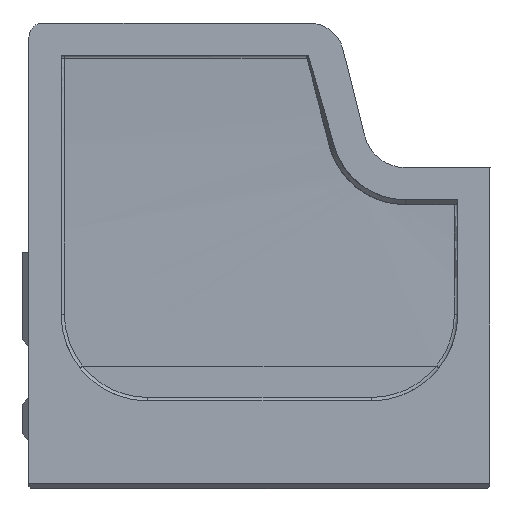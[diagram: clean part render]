
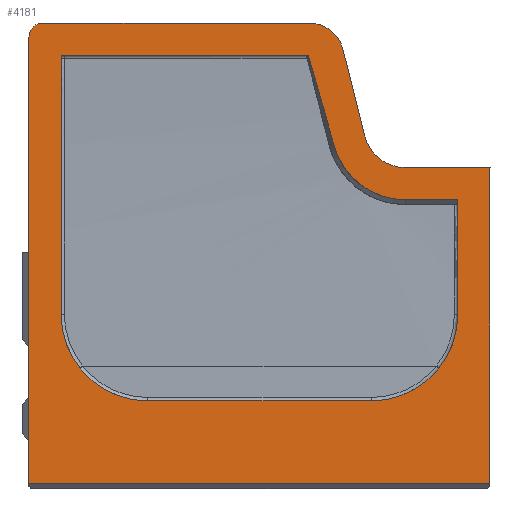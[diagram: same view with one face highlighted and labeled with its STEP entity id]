
A CAD part, front view. The second image highlights one B-rep face of the part: STEP entity #4181.
In plain terms, the highlighted planar face has unit normal (0, -1, 0).
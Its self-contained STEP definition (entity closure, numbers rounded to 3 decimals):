
#82=FACE_BOUND('',#623,.T.);
#201=CIRCLE('',#4428,6.);
#202=CIRCLE('',#4431,5.);
#203=CIRCLE('',#4434,2.);
#205=CIRCLE('',#4439,12.4);
#207=CIRCLE('',#4442,12.4);
#219=CIRCLE('',#4468,10.6);
#220=CIRCLE('',#4475,0.4);
#379=FACE_OUTER_BOUND('',#622,.T.);
#622=EDGE_LOOP('',(#3022,#3023,#3024,#3025,#3026,#3027,#3028,#3029,#3030));
#623=EDGE_LOOP('',(#3031,#3032,#3033,#3034,#3035,#3036,#3037,#3038,#3039,
#3040,#3041,#3042,#3043));
#847=LINE('',#6565,#1256);
#859=LINE('',#6600,#1268);
#862=LINE('',#6608,#1271);
#865=LINE('',#6616,#1274);
#867=LINE('',#6624,#1276);
#871=LINE('',#6632,#1280);
#889=LINE('',#7386,#1298);
#891=LINE('',#7406,#1300);
#894=LINE('',#7411,#1303);
#896=LINE('',#7459,#1305);
#898=LINE('',#7463,#1307);
#899=LINE('',#7465,#1308);
#904=LINE('',#7475,#1313);
#905=LINE('',#7477,#1314);
#1256=VECTOR('',#4911,10.);
#1268=VECTOR('',#4939,10.);
#1271=VECTOR('',#4948,1.);
#1274=VECTOR('',#4957,1.);
#1276=VECTOR('',#4965,10.);
#1280=VECTOR('',#4971,10.);
#1298=VECTOR('',#5057,1.);
#1300=VECTOR('',#5063,1.);
#1303=VECTOR('',#5068,1.);
#1305=VECTOR('',#5088,1.);
#1307=VECTOR('',#5092,1.);
#1308=VECTOR('',#5095,1.);
#1313=VECTOR('',#5102,10.);
#1314=VECTOR('',#5105,10.);
#1650=B_SPLINE_CURVE_WITH_KNOTS('',3,(#7397,#7398,#7399,#7400,#7401,#7402),
 .UNSPECIFIED.,.F.,.F.,(4,2,4),(0.,0.603,1.206),
 .UNSPECIFIED.);
#1723=VERTEX_POINT('',#6562);
#1724=VERTEX_POINT('',#6564);
#1739=VERTEX_POINT('',#6598);
#1740=VERTEX_POINT('',#6602);
#1741=VERTEX_POINT('',#6606);
#1742=VERTEX_POINT('',#6610);
#1743=VERTEX_POINT('',#6614);
#1744=VERTEX_POINT('',#6618);
#1745=VERTEX_POINT('',#6622);
#1746=VERTEX_POINT('',#6623);
#1749=VERTEX_POINT('',#6631);
#1752=VERTEX_POINT('',#6639);
#1755=VERTEX_POINT('',#6681);
#1756=VERTEX_POINT('',#6682);
#1780=VERTEX_POINT('',#7379);
#1782=VERTEX_POINT('',#7385);
#1783=VERTEX_POINT('',#7396);
#1784=VERTEX_POINT('',#7405);
#1785=VERTEX_POINT('',#7409);
#1786=VERTEX_POINT('',#7413);
#1788=VERTEX_POINT('',#7461);
#1789=VERTEX_POINT('',#7467);
#2149=EDGE_CURVE('',#1724,#1723,#847,.T.);
#2167=EDGE_CURVE('',#1739,#1723,#859,.T.);
#2169=EDGE_CURVE('',#1739,#1740,#201,.T.);
#2171=EDGE_CURVE('',#1740,#1741,#862,.T.);
#2173=EDGE_CURVE('',#1742,#1741,#202,.T.);
#2175=EDGE_CURVE('',#1742,#1743,#865,.T.);
#2177=EDGE_CURVE('',#1744,#1743,#203,.T.);
#2178=EDGE_CURVE('',#1745,#1746,#867,.T.);
#2182=EDGE_CURVE('',#1749,#1745,#871,.T.);
#2186=EDGE_CURVE('',#1749,#1752,#205,.T.);
#2190=EDGE_CURVE('',#1755,#1756,#207,.T.);
#2229=EDGE_CURVE('',#1746,#1780,#219,.T.);
#2232=EDGE_CURVE('',#1780,#1782,#889,.T.);
#2234=EDGE_CURVE('',#1782,#1783,#1650,.T.);
#2236=EDGE_CURVE('',#1784,#1783,#891,.T.);
#2239=EDGE_CURVE('',#1784,#1785,#894,.T.);
#2240=EDGE_CURVE('',#1786,#1785,#220,.T.);
#2246=EDGE_CURVE('',#1752,#1756,#896,.T.);
#2248=EDGE_CURVE('',#1786,#1788,#898,.T.);
#2249=EDGE_CURVE('',#1755,#1788,#899,.T.);
#2254=EDGE_CURVE('',#1789,#1724,#904,.T.);
#2255=EDGE_CURVE('',#1744,#1789,#905,.T.);
#3022=ORIENTED_EDGE('',*,*,#2255,.T.);
#3023=ORIENTED_EDGE('',*,*,#2254,.T.);
#3024=ORIENTED_EDGE('',*,*,#2149,.T.);
#3025=ORIENTED_EDGE('',*,*,#2167,.F.);
#3026=ORIENTED_EDGE('',*,*,#2169,.T.);
#3027=ORIENTED_EDGE('',*,*,#2171,.T.);
#3028=ORIENTED_EDGE('',*,*,#2173,.F.);
#3029=ORIENTED_EDGE('',*,*,#2175,.T.);
#3030=ORIENTED_EDGE('',*,*,#2177,.F.);
#3031=ORIENTED_EDGE('',*,*,#2190,.F.);
#3032=ORIENTED_EDGE('',*,*,#2249,.T.);
#3033=ORIENTED_EDGE('',*,*,#2248,.F.);
#3034=ORIENTED_EDGE('',*,*,#2240,.T.);
#3035=ORIENTED_EDGE('',*,*,#2239,.F.);
#3036=ORIENTED_EDGE('',*,*,#2236,.T.);
#3037=ORIENTED_EDGE('',*,*,#2234,.F.);
#3038=ORIENTED_EDGE('',*,*,#2232,.F.);
#3039=ORIENTED_EDGE('',*,*,#2229,.F.);
#3040=ORIENTED_EDGE('',*,*,#2178,.F.);
#3041=ORIENTED_EDGE('',*,*,#2182,.F.);
#3042=ORIENTED_EDGE('',*,*,#2186,.T.);
#3043=ORIENTED_EDGE('',*,*,#2246,.T.);
#4006=PLANE('',#4486);
#4181=ADVANCED_FACE('',(#379,#82),#4006,.F.);
#4428=AXIS2_PLACEMENT_3D('',#6604,#4943,#4944);
#4431=AXIS2_PLACEMENT_3D('',#6612,#4952,#4953);
#4434=AXIS2_PLACEMENT_3D('',#6620,#4961,#4962);
#4439=AXIS2_PLACEMENT_3D('',#6640,#4978,#4979);
#4442=AXIS2_PLACEMENT_3D('',#6683,#4985,#4986);
#4468=AXIS2_PLACEMENT_3D('',#7380,#5050,#5051);
#4475=AXIS2_PLACEMENT_3D('',#7414,#5071,#5072);
#4486=AXIS2_PLACEMENT_3D('',#7476,#5103,#5104);
#4911=DIRECTION('',(0.,0.,1.));
#4939=DIRECTION('',(1.,0.,0.));
#4943=DIRECTION('center_axis',(0.,1.,0.));
#4944=DIRECTION('ref_axis',(-1.,0.,0.));
#4948=DIRECTION('',(-0.244,0.,0.97));
#4952=DIRECTION('center_axis',(0.,1.,0.));
#4953=DIRECTION('ref_axis',(-1.,0.,0.));
#4957=DIRECTION('',(-1.,0.,0.));
#4961=DIRECTION('center_axis',(0.,1.,0.));
#4962=DIRECTION('ref_axis',(-1.,0.,0.));
#4965=DIRECTION('',(-1.,0.,0.));
#4971=DIRECTION('',(0.,0.,1.));
#4978=DIRECTION('center_axis',(0.,1.,0.));
#4979=DIRECTION('ref_axis',(-1.,0.,0.));
#4985=DIRECTION('center_axis',(0.,-1.,0.));
#4986=DIRECTION('ref_axis',(-1.,0.,0.));
#5050=DIRECTION('center_axis',(0.,1.,0.));
#5051=DIRECTION('ref_axis',(-1.,0.,0.));
#5057=DIRECTION('',(-0.244,0.,0.97));
#5063=DIRECTION('',(0.28,0.,-0.96));
#5068=DIRECTION('',(-1.,0.,0.));
#5071=DIRECTION('center_axis',(0.,1.,0.));
#5072=DIRECTION('ref_axis',(-1.,0.,0.));
#5088=DIRECTION('',(-1.,0.,0.));
#5092=DIRECTION('',(0.,0.,-1.));
#5095=DIRECTION('',(0.,0.,1.));
#5102=DIRECTION('',(1.,0.,0.));
#5103=DIRECTION('center_axis',(0.,1.,0.));
#5104=DIRECTION('ref_axis',(0.,0.,
1.));
#5105=DIRECTION('',(0.,0.,-1.));
#6562=CARTESIAN_POINT('',(188.22,-23.167,699.6));
#6564=CARTESIAN_POINT('',(188.22,-23.167,654.4));
#6565=CARTESIAN_POINT('',(188.22,-23.167,685.732));
#6598=CARTESIAN_POINT('',(176.107,-23.167,699.6));
#6600=CARTESIAN_POINT('',(170.804,-23.167,699.6));
#6602=CARTESIAN_POINT('',(170.288,-23.167,704.136));
#6604=CARTESIAN_POINT('Origin',(176.107,-23.167,705.6));
#6606=CARTESIAN_POINT('',(167.171,-23.167,716.52));
#6608=CARTESIAN_POINT('',(170.288,-23.167,704.136));
#6610=CARTESIAN_POINT('',(162.322,-23.167,720.3));
#6612=CARTESIAN_POINT('Origin',(162.323,-23.167,715.3));
#6614=CARTESIAN_POINT('',(124.22,-23.167,720.3));
#6616=CARTESIAN_POINT('',(162.322,-23.167,720.3));
#6618=CARTESIAN_POINT('',(122.22,-23.167,718.3));
#6620=CARTESIAN_POINT('Origin',(124.22,-23.167,718.3));
#6622=CARTESIAN_POINT('',(183.62,-23.167,695.));
#6623=CARTESIAN_POINT('',(176.107,-23.167,695.));
#6624=CARTESIAN_POINT('',(168.504,-23.167,695.));
#6631=CARTESIAN_POINT('',(183.62,-23.167,678.6));
#6632=CARTESIAN_POINT('',(183.62,-23.167,689.846));
#6639=CARTESIAN_POINT('',(171.22,-23.167,666.2));
#6640=CARTESIAN_POINT('Origin',(171.22,-23.167,678.6));
#6681=CARTESIAN_POINT('',(126.82,-23.167,678.6));
#6682=CARTESIAN_POINT('',(139.22,-23.167,666.2));
#6683=CARTESIAN_POINT('Origin',(139.22,-23.167,678.6));
#7379=CARTESIAN_POINT('',(165.827,-23.167,703.013));
#7380=CARTESIAN_POINT('Origin',(176.107,-23.167,705.6));
#7385=CARTESIAN_POINT('',(165.659,-23.167,703.68));
#7386=CARTESIAN_POINT('',(165.827,-23.167,703.013));
#7396=CARTESIAN_POINT('',(162.342,-23.167,715.27));
#7397=CARTESIAN_POINT('Ctrl Pts',(165.659,-23.167,703.68));
#7398=CARTESIAN_POINT('Ctrl Pts',(165.116,-23.167,705.615));
#7399=CARTESIAN_POINT('Ctrl Pts',(164.568,-23.167,707.548));
#7400=CARTESIAN_POINT('Ctrl Pts',(163.462,-23.167,711.411));
#7401=CARTESIAN_POINT('Ctrl Pts',(162.904,-23.167,713.341));
#7402=CARTESIAN_POINT('Ctrl Pts',(162.342,-23.167,715.27));
#7405=CARTESIAN_POINT('',(162.217,-23.167,715.7));
#7406=CARTESIAN_POINT('',(165.356,-23.167,704.932));
#7409=CARTESIAN_POINT('',(127.22,-23.167,715.7));
#7411=CARTESIAN_POINT('',(162.322,-23.167,715.7));
#7413=CARTESIAN_POINT('',(126.82,-23.167,715.3));
#7414=CARTESIAN_POINT('Origin',(127.22,-23.167,715.3));
#7459=CARTESIAN_POINT('',(171.22,-23.167,666.2));
#7461=CARTESIAN_POINT('',(126.82,-23.167,695.));
#7463=CARTESIAN_POINT('',(126.82,-23.167,715.3));
#7465=CARTESIAN_POINT('',(126.82,-23.167,678.6));
#7467=CARTESIAN_POINT('',(122.22,-23.167,654.4));
#7475=CARTESIAN_POINT('',(137.804,-23.167,654.4));
#7476=CARTESIAN_POINT('Origin',(153.388,-23.167,684.692));
#7477=CARTESIAN_POINT('',(122.22,-23.167,669.346));
